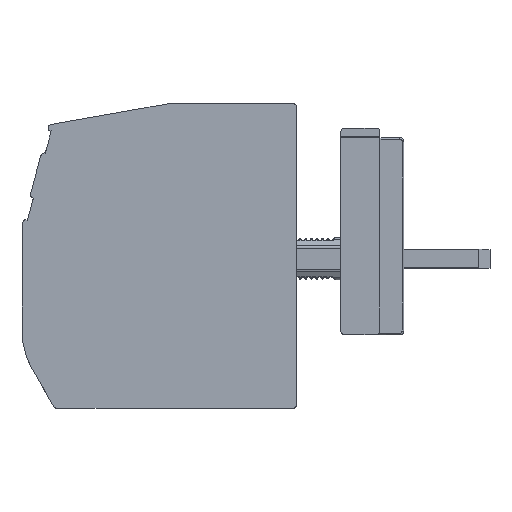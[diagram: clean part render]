
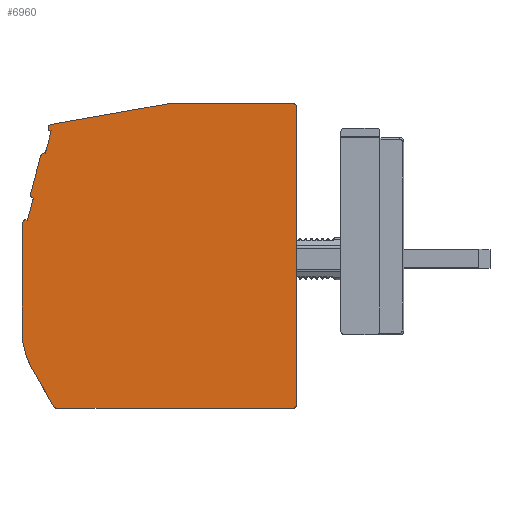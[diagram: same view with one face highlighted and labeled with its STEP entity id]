
A CAD part, top view. The second image highlights one B-rep face of the part: STEP entity #6960.
In plain terms, the highlighted planar face has unit normal (0, 0, 1).
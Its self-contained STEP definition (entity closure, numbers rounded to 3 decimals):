
#383=DIRECTION('',(0.,1.,0.));
#384=VECTOR('',#383,40.25);
#385=CARTESIAN_POINT('',(0.,-40.95,6.));
#386=LINE('',#385,#384);
#475=CARTESIAN_POINT('',(-0.5,-40.95,6.));
#476=DIRECTION('',(0.,0.,1.));
#477=DIRECTION('',(0.,-1.,0.));
#478=AXIS2_PLACEMENT_3D('',#475,#476,#477);
#480=CARTESIAN_POINT('',(-32.458,-40.95,6.));
#481=DIRECTION('',(0.,0.,1.));
#482=DIRECTION('',(-0.869,-0.495,0.));
#483=AXIS2_PLACEMENT_3D('',#480,#481,#482);
#485=DIRECTION('',(0.495,-0.869,0.));
#486=VECTOR('',#485,5.923);
#487=CARTESIAN_POINT('',(-35.826,-36.052,6.));
#488=LINE('',#487,#486);
#489=CARTESIAN_POINT('',(-27.138,-31.1,6.));
#490=DIRECTION('',(0.,0.,1.));
#491=DIRECTION('',(-0.985,-0.174,0.));
#492=AXIS2_PLACEMENT_3D('',#489,#490,#491);
#494=DIRECTION('',(0.174,-0.985,0.));
#495=VECTOR('',#494,0.217);
#496=CARTESIAN_POINT('',(-37.024,-32.623,6.));
#497=LINE('',#496,#495);
#498=CARTESIAN_POINT('',(-27.176,-30.886,6.));
#499=DIRECTION('',(0.,0.,1.));
#500=DIRECTION('',(-1.,0.,0.));
#501=AXIS2_PLACEMENT_3D('',#498,#499,#500);
#503=DIRECTION('',(0.,-1.,0.));
#504=VECTOR('',#503,13.941);
#505=CARTESIAN_POINT('',(-37.176,-16.945,6.));
#506=LINE('',#505,#504);
#507=CARTESIAN_POINT('',(-35.676,-16.945,6.));
#508=DIRECTION('',(0.,0.,1.));
#509=DIRECTION('',(-0.966,0.259,0.));
#510=AXIS2_PLACEMENT_3D('',#507,#508,#509);
#512=CARTESIAN_POINT('',(-36.722,-16.215,6.));
#513=DIRECTION('',(0.,0.,1.));
#514=DIRECTION('',(0.259,0.966,0.));
#515=AXIS2_PLACEMENT_3D('',#512,#513,#514);
#517=DIRECTION('',(0.966,-0.259,0.));
#518=VECTOR('',#517,0.2);
#519=CARTESIAN_POINT('',(-36.645,-15.926,6.));
#520=LINE('',#519,#518);
#521=CARTESIAN_POINT('',(-35.52,-12.5,6.));
#522=DIRECTION('',(0.,0.,1.));
#523=DIRECTION('',(-0.966,0.259,0.));
#524=AXIS2_PLACEMENT_3D('',#521,#522,#523);
#526=DIRECTION('',(-0.259,-0.966,0.));
#527=VECTOR('',#526,5.3);
#528=CARTESIAN_POINT('',(-34.631,-7.251,6.));
#529=LINE('',#528,#527);
#530=CARTESIAN_POINT('',(-34.148,-7.381,6.));
#531=DIRECTION('',(0.,0.,1.));
#532=DIRECTION('',(0.259,0.966,0.));
#533=AXIS2_PLACEMENT_3D('',#530,#531,#532);
#535=DIRECTION('',(-0.966,0.259,0.));
#536=VECTOR('',#535,0.2);
#537=CARTESIAN_POINT('',(-33.216,-3.903,6.));
#538=LINE('',#537,#536);
#539=CARTESIAN_POINT('',(-33.332,-3.562,6.));
#540=DIRECTION('',(0.,0.,1.));
#541=DIRECTION('',(-0.966,0.259,0.));
#542=AXIS2_PLACEMENT_3D('',#539,#540,#541);
#544=CARTESIAN_POINT('',(-33.109,-3.502,6.));
#545=DIRECTION('',(0.,0.,1.));
#546=DIRECTION('',(-0.174,0.985,0.));
#547=AXIS2_PLACEMENT_3D('',#544,#545,#546);
#549=DIRECTION('',(-0.985,-0.174,0.));
#550=VECTOR('',#549,16.051);
#551=CARTESIAN_POINT('',(-17.389,-0.223,6.));
#552=LINE('',#551,#550);
#553=CARTESIAN_POINT('',(-17.128,-1.7,6.));
#554=DIRECTION('',(0.,0.,-1.));
#555=DIRECTION('',(-0.174,0.985,0.));
#556=AXIS2_PLACEMENT_3D('',#553,#554,#555);
#558=DIRECTION('',(-1.,0.,0.));
#559=VECTOR('',#558,16.628);
#560=CARTESIAN_POINT('',(-0.5,-0.2,6.));
#561=LINE('',#560,#559);
#562=CARTESIAN_POINT('',(-0.5,-0.7,6.));
#563=DIRECTION('',(0.,0.,1.));
#564=DIRECTION('',(1.,0.,0.));
#565=AXIS2_PLACEMENT_3D('',#562,#563,#564);
#890=DIRECTION('',(-0.259,-0.966,0.));
#891=VECTOR('',#890,0.115);
#892=CARTESIAN_POINT('',(-33.592,-3.373,6.));
#893=LINE('',#892,#891);
#898=DIRECTION('',(-0.259,-0.966,0.));
#899=VECTOR('',#898,0.434);
#900=CARTESIAN_POINT('',(-37.012,-16.138,6.));
#901=LINE('',#900,#899);
#918=DIRECTION('',(-0.259,-0.966,0.));
#919=VECTOR('',#918,3.1);
#920=CARTESIAN_POINT('',(-33.216,-3.903,6.));
#921=LINE('',#920,#919);
#1126=DIRECTION('',(-0.259,-0.966,0.));
#1127=VECTOR('',#1126,3.1);
#1128=CARTESIAN_POINT('',(-35.649,-12.983,6.));
#1129=LINE('',#1128,#1127);
#1227=DIRECTION('',(1.,0.,0.));
#1228=VECTOR('',#1227,31.958);
#1229=CARTESIAN_POINT('',(-32.458,-41.45,6.));
#1230=LINE('',#1229,#1228);
#5475=CARTESIAN_POINT('',(-17.389,-0.223,6.));
#5477=VERTEX_POINT('',#5475);
#5481=CARTESIAN_POINT('',(-17.128,-0.2,6.));
#5482=VERTEX_POINT('',#5481);
#5487=CARTESIAN_POINT('',(-33.196,-3.01,6.));
#5488=VERTEX_POINT('',#5487);
#5489=CARTESIAN_POINT('',(-33.592,-3.373,6.));
#5490=VERTEX_POINT('',#5489);
#5495=CARTESIAN_POINT('',(-0.5,-41.45,6.));
#5496=VERTEX_POINT('',#5495);
#5497=CARTESIAN_POINT('',(0.,-40.95,6.));
#5498=VERTEX_POINT('',#5497);
#5499=CARTESIAN_POINT('',(0.,-0.7,6.));
#5500=CARTESIAN_POINT('',(-0.5,-0.2,6.));
#5501=VERTEX_POINT('',#5499);
#5502=VERTEX_POINT('',#5500);
#5513=CARTESIAN_POINT('',(-33.216,-3.903,6.));
#5515=VERTEX_POINT('',#5513);
#5531=CARTESIAN_POINT('',(-36.645,-15.926,6.));
#5532=CARTESIAN_POINT('',(-37.012,-16.138,6.));
#5533=VERTEX_POINT('',#5531);
#5534=VERTEX_POINT('',#5532);
#5535=CARTESIAN_POINT('',(-33.622,-3.484,6.));
#5536=CARTESIAN_POINT('',(-33.409,-3.852,6.));
#5537=VERTEX_POINT('',#5535);
#5538=VERTEX_POINT('',#5536);
#5543=CARTESIAN_POINT('',(-36.452,-15.977,6.));
#5544=VERTEX_POINT('',#5543);
#5583=CARTESIAN_POINT('',(-37.176,-30.886,6.));
#5584=CARTESIAN_POINT('',(-37.024,-32.623,6.));
#5585=VERTEX_POINT('',#5583);
#5586=VERTEX_POINT('',#5584);
#5587=CARTESIAN_POINT('',(-36.986,-32.836,6.));
#5588=VERTEX_POINT('',#5587);
#5589=CARTESIAN_POINT('',(-35.826,-36.052,6.));
#5590=VERTEX_POINT('',#5589);
#5591=CARTESIAN_POINT('',(-32.893,-41.198,6.));
#5592=VERTEX_POINT('',#5591);
#5593=CARTESIAN_POINT('',(-32.458,-41.45,6.));
#5594=VERTEX_POINT('',#5593);
#5595=CARTESIAN_POINT('',(-34.019,-6.898,6.));
#5596=CARTESIAN_POINT('',(-34.631,-7.251,6.));
#5597=VERTEX_POINT('',#5595);
#5598=VERTEX_POINT('',#5596);
#5599=CARTESIAN_POINT('',(-36.003,-12.371,6.));
#5600=VERTEX_POINT('',#5599);
#5601=CARTESIAN_POINT('',(-35.649,-12.983,6.));
#5602=VERTEX_POINT('',#5601);
#5603=CARTESIAN_POINT('',(-37.176,-16.945,6.));
#5604=VERTEX_POINT('',#5603);
#5623=CARTESIAN_POINT('',(-37.124,-16.557,6.));
#5624=VERTEX_POINT('',#5623);
#6902=CARTESIAN_POINT('',(0.,0.,6.));
#6903=DIRECTION('',(0.,0.,1.));
#6904=DIRECTION('',(1.,0.,0.));
#6905=AXIS2_PLACEMENT_3D('',#6902,#6903,#6904);
#6906=PLANE('',#6905);
#6907=ORIENTED_EDGE('',*,*,#6858,.F.);
#6909=ORIENTED_EDGE('',*,*,#6908,.F.);
#6911=ORIENTED_EDGE('',*,*,#6910,.F.);
#6913=ORIENTED_EDGE('',*,*,#6912,.F.);
#6915=ORIENTED_EDGE('',*,*,#6914,.F.);
#6917=ORIENTED_EDGE('',*,*,#6916,.F.);
#6919=ORIENTED_EDGE('',*,*,#6918,.F.);
#6921=ORIENTED_EDGE('',*,*,#6920,.F.);
#6923=ORIENTED_EDGE('',*,*,#6922,.F.);
#6925=ORIENTED_EDGE('',*,*,#6924,.F.);
#6927=ORIENTED_EDGE('',*,*,#6926,.F.);
#6929=ORIENTED_EDGE('',*,*,#6928,.F.);
#6931=ORIENTED_EDGE('',*,*,#6930,.T.);
#6933=ORIENTED_EDGE('',*,*,#6932,.F.);
#6935=ORIENTED_EDGE('',*,*,#6934,.F.);
#6937=ORIENTED_EDGE('',*,*,#6936,.F.);
#6939=ORIENTED_EDGE('',*,*,#6938,.F.);
#6941=ORIENTED_EDGE('',*,*,#6940,.F.);
#6943=ORIENTED_EDGE('',*,*,#6942,.T.);
#6945=ORIENTED_EDGE('',*,*,#6944,.F.);
#6947=ORIENTED_EDGE('',*,*,#6946,.F.);
#6949=ORIENTED_EDGE('',*,*,#6948,.F.);
#6951=ORIENTED_EDGE('',*,*,#6950,.F.);
#6953=ORIENTED_EDGE('',*,*,#6952,.T.);
#6955=ORIENTED_EDGE('',*,*,#6954,.F.);
#6957=ORIENTED_EDGE('',*,*,#6956,.F.);
#6958=EDGE_LOOP('',(#6907,#6909,#6911,#6913,#6915,#6917,#6919,#6921,#6923,#6925,
#6927,#6929,#6931,#6933,#6935,#6937,#6939,#6941,#6943,#6945,#6947,#6949,#6951,
#6953,#6955,#6957));
#6959=FACE_OUTER_BOUND('',#6958,.F.);
#6960=ADVANCED_FACE('',(#6959),#6906,.T.);
#479=CIRCLE('',#478,0.5);
#484=CIRCLE('',#483,0.5);
#493=CIRCLE('',#492,10.);
#502=CIRCLE('',#501,10.);
#511=CIRCLE('',#510,1.5);
#516=CIRCLE('',#515,0.3);
#525=CIRCLE('',#524,0.5);
#534=CIRCLE('',#533,0.5);
#543=CIRCLE('',#542,0.3);
#548=CIRCLE('',#547,0.5);
#557=CIRCLE('',#556,1.5);
#566=CIRCLE('',#565,0.5);
#6858=EDGE_CURVE('',#5498,#5501,#386,.T.);
#6908=EDGE_CURVE('',#5496,#5498,#479,.T.);
#6910=EDGE_CURVE('',#5594,#5496,#1230,.T.);
#6912=EDGE_CURVE('',#5592,#5594,#484,.T.);
#6914=EDGE_CURVE('',#5590,#5592,#488,.T.);
#6916=EDGE_CURVE('',#5588,#5590,#493,.T.);
#6918=EDGE_CURVE('',#5586,#5588,#497,.T.);
#6920=EDGE_CURVE('',#5585,#5586,#502,.T.);
#6922=EDGE_CURVE('',#5604,#5585,#506,.T.);
#6924=EDGE_CURVE('',#5624,#5604,#511,.T.);
#6926=EDGE_CURVE('',#5534,#5624,#901,.T.);
#6928=EDGE_CURVE('',#5533,#5534,#516,.T.);
#6930=EDGE_CURVE('',#5533,#5544,#520,.T.);
#6932=EDGE_CURVE('',#5602,#5544,#1129,.T.);
#6934=EDGE_CURVE('',#5600,#5602,#525,.T.);
#6936=EDGE_CURVE('',#5598,#5600,#529,.T.);
#6938=EDGE_CURVE('',#5597,#5598,#534,.T.);
#6940=EDGE_CURVE('',#5515,#5597,#921,.T.);
#6942=EDGE_CURVE('',#5515,#5538,#538,.T.);
#6944=EDGE_CURVE('',#5537,#5538,#543,.T.);
#6946=EDGE_CURVE('',#5490,#5537,#893,.T.);
#6948=EDGE_CURVE('',#5488,#5490,#548,.T.);
#6950=EDGE_CURVE('',#5477,#5488,#552,.T.);
#6952=EDGE_CURVE('',#5477,#5482,#557,.T.);
#6954=EDGE_CURVE('',#5502,#5482,#561,.T.);
#6956=EDGE_CURVE('',#5501,#5502,#566,.T.);
